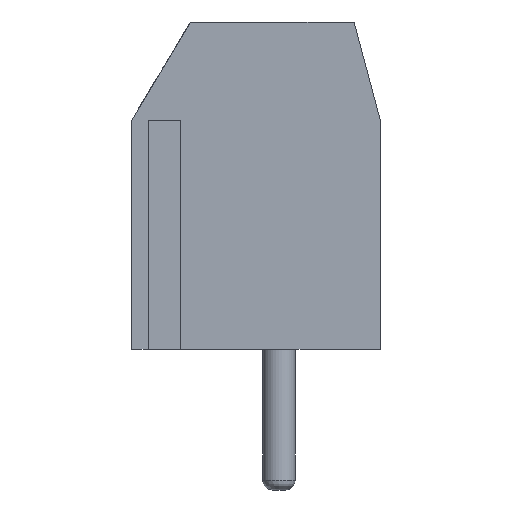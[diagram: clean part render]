
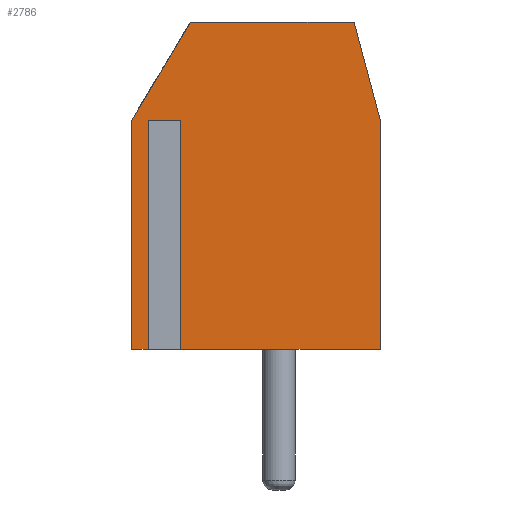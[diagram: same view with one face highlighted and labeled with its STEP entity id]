
A CAD part, left-side view. The second image highlights one B-rep face of the part: STEP entity #2786.
In plain terms, the highlighted planar face has unit normal (-1, 0, 0).
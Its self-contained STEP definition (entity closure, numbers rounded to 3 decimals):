
#2786 = ADVANCED_FACE('',(#2787),#2869,.F.);
#2787 = FACE_BOUND('',#2788,.F.);
#2788 = EDGE_LOOP('',(#2789,#2799,#2807,#2815,#2823,#2831,#2839,#2847,
    #2855,#2863));
#2789 = ORIENTED_EDGE('',*,*,#2790,.F.);
#2790 = EDGE_CURVE('',#2791,#2793,#2795,.T.);
#2791 = VERTEX_POINT('',#2792);
#2792 = CARTESIAN_POINT('',(-2.5,-3.1,7.));
#2793 = VERTEX_POINT('',#2794);
#2794 = CARTESIAN_POINT('',(-2.5,-2.3,10.));
#2795 = LINE('',#2796,#2797);
#2796 = CARTESIAN_POINT('',(-2.5,-3.771,4.482));
#2797 = VECTOR('',#2798,1.);
#2798 = DIRECTION('',(0.,0.258,0.966));
#2799 = ORIENTED_EDGE('',*,*,#2800,.F.);
#2800 = EDGE_CURVE('',#2801,#2791,#2803,.T.);
#2801 = VERTEX_POINT('',#2802);
#2802 = CARTESIAN_POINT('',(-2.5,-3.1,0.));
#2803 = LINE('',#2804,#2805);
#2804 = CARTESIAN_POINT('',(-2.5,-3.1,0.));
#2805 = VECTOR('',#2806,1.);
#2806 = DIRECTION('',(0.,0.,1.));
#2807 = ORIENTED_EDGE('',*,*,#2808,.T.);
#2808 = EDGE_CURVE('',#2801,#2809,#2811,.T.);
#2809 = VERTEX_POINT('',#2810);
#2810 = CARTESIAN_POINT('',(-2.5,3.1,0.));
#2811 = LINE('',#2812,#2813);
#2812 = CARTESIAN_POINT('',(-2.5,-3.1,0.));
#2813 = VECTOR('',#2814,1.);
#2814 = DIRECTION('',(0.,1.,0.));
#2815 = ORIENTED_EDGE('',*,*,#2816,.T.);
#2816 = EDGE_CURVE('',#2809,#2817,#2819,.T.);
#2817 = VERTEX_POINT('',#2818);
#2818 = CARTESIAN_POINT('',(-2.5,3.1,7.));
#2819 = LINE('',#2820,#2821);
#2820 = CARTESIAN_POINT('',(-2.5,3.1,0.));
#2821 = VECTOR('',#2822,1.);
#2822 = DIRECTION('',(0.,0.,1.));
#2823 = ORIENTED_EDGE('',*,*,#2824,.T.);
#2824 = EDGE_CURVE('',#2817,#2825,#2827,.T.);
#2825 = VERTEX_POINT('',#2826);
#2826 = CARTESIAN_POINT('',(-2.5,3.9,7.));
#2827 = LINE('',#2828,#2829);
#2828 = CARTESIAN_POINT('',(-2.5,3.,7.));
#2829 = VECTOR('',#2830,1.);
#2830 = DIRECTION('',(0.,1.,0.));
#2831 = ORIENTED_EDGE('',*,*,#2832,.F.);
#2832 = EDGE_CURVE('',#2833,#2825,#2835,.T.);
#2833 = VERTEX_POINT('',#2834);
#2834 = CARTESIAN_POINT('',(-2.5,3.9,0.));
#2835 = LINE('',#2836,#2837);
#2836 = CARTESIAN_POINT('',(-2.5,3.9,0.));
#2837 = VECTOR('',#2838,1.);
#2838 = DIRECTION('',(0.,0.,1.));
#2839 = ORIENTED_EDGE('',*,*,#2840,.T.);
#2840 = EDGE_CURVE('',#2833,#2841,#2843,.T.);
#2841 = VERTEX_POINT('',#2842);
#2842 = CARTESIAN_POINT('',(-2.5,4.5,0.));
#2843 = LINE('',#2844,#2845);
#2844 = CARTESIAN_POINT('',(-2.5,-3.1,0.));
#2845 = VECTOR('',#2846,1.);
#2846 = DIRECTION('',(0.,1.,0.));
#2847 = ORIENTED_EDGE('',*,*,#2848,.T.);
#2848 = EDGE_CURVE('',#2841,#2849,#2851,.T.);
#2849 = VERTEX_POINT('',#2850);
#2850 = CARTESIAN_POINT('',(-2.5,4.5,7.));
#2851 = LINE('',#2852,#2853);
#2852 = CARTESIAN_POINT('',(-2.5,4.5,0.));
#2853 = VECTOR('',#2854,1.);
#2854 = DIRECTION('',(0.,0.,1.));
#2855 = ORIENTED_EDGE('',*,*,#2856,.T.);
#2856 = EDGE_CURVE('',#2849,#2857,#2859,.T.);
#2857 = VERTEX_POINT('',#2858);
#2858 = CARTESIAN_POINT('',(-2.5,2.7,10.));
#2859 = LINE('',#2860,#2861);
#2860 = CARTESIAN_POINT('',(-2.5,4.588,6.853));
#2861 = VECTOR('',#2862,1.);
#2862 = DIRECTION('',(0.,-0.514,0.857));
#2863 = ORIENTED_EDGE('',*,*,#2864,.F.);
#2864 = EDGE_CURVE('',#2793,#2857,#2865,.T.);
#2865 = LINE('',#2866,#2867);
#2866 = CARTESIAN_POINT('',(-2.5,-3.1,10.));
#2867 = VECTOR('',#2868,1.);
#2868 = DIRECTION('',(0.,1.,0.));
#2869 = PLANE('',#2870);
#2870 = AXIS2_PLACEMENT_3D('',#2871,#2872,#2873);
#2871 = CARTESIAN_POINT('',(-2.5,-3.1,0.));
#2872 = DIRECTION('',(1.,0.,0.));
#2873 = DIRECTION('',(0.,0.,1.));
